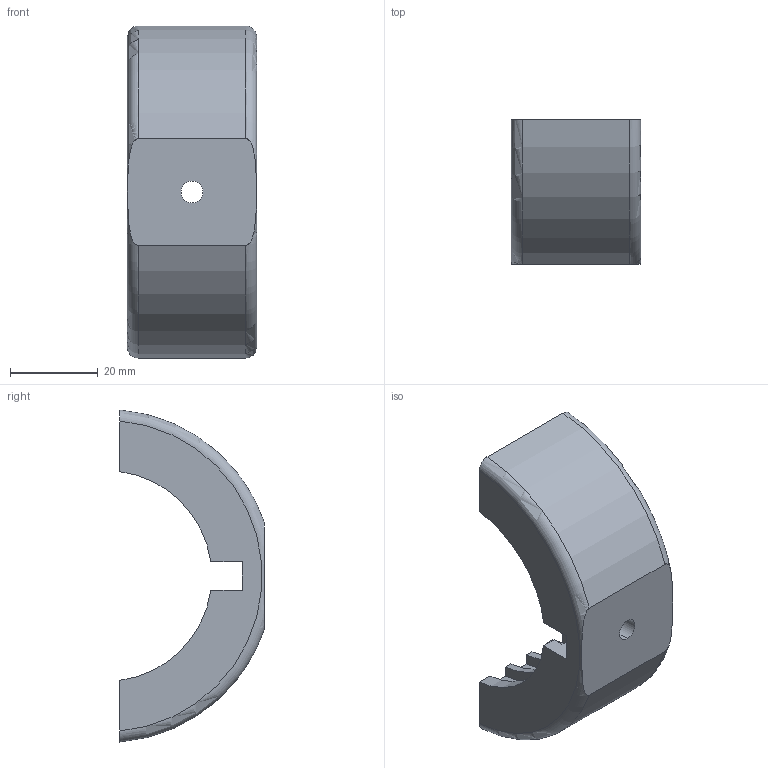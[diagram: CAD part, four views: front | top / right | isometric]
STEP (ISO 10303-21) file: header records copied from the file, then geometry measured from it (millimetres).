
FILE_DESCRIPTION (( 'STEP AP214' ), '1' );
FILE_NAME ('07 HFR 003.STEP', '2024-11-22T13:28:54', ( '' ), ( '' ), 'SwSTEP 2.0', 'SolidWorks 2022', '' );
FILE_SCHEMA (( 'AUTOMOTIVE_DESIGN' ));
Length unit declared in the file: millimetre
Products named in the file (1): 07 HFR 003
Bounding box: 29.5 x 33 x 75.76 mm (x, y, z)
Volume: 32072.8 mm3; surface area: 10157.9 mm2
Topology: 1 solids, 1 shells, 48 faces, 138 edges, 92 vertices
Faces by surface type: plane 24, cylinder 22, torus 2
Entity records: 1774 total; most frequent: CARTESIAN_POINT 417, DIRECTION 276, ORIENTED_EDGE 276, EDGE_CURVE 138, AXIS2_PLACEMENT_3D 95, VERTEX_POINT 92, LINE 86, VECTOR 86
